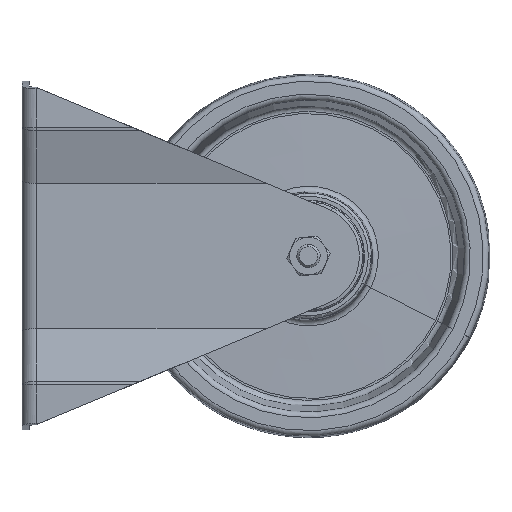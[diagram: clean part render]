
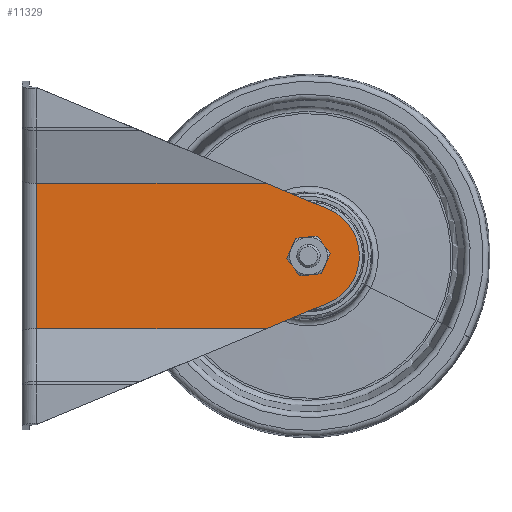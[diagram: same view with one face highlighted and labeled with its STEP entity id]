
A CAD part, left-side view. The second image highlights one B-rep face of the part: STEP entity #11329.
In plain terms, the highlighted face is planar.
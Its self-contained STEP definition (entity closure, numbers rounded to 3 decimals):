
#297 = DIRECTION ( 'NONE',  ( 0., -1., 0. ) ) ;
#1271 = EDGE_CURVE ( 'NONE', #38332, #34034, #35533, .T. ) ;
#3286 = VERTEX_POINT ( 'NONE', #7249 ) ;
#3536 = VERTEX_POINT ( 'NONE', #13027 ) ;
#3590 = VERTEX_POINT ( 'NONE', #19894 ) ;
#3597 = ORIENTED_EDGE ( 'NONE', *, *, #1271, .T. ) ;
#4003 = CARTESIAN_POINT ( 'NONE',  ( 0., -21., 130. ) ) ;
#4438 = VERTEX_POINT ( 'NONE', #17418 ) ;
#5102 = CARTESIAN_POINT ( 'NONE',  ( -16.15, -21., 105.24 ) ) ;
#6168 = CARTESIAN_POINT ( 'NONE',  ( -4.954, -21., 132.068 ) ) ;
#7249 = CARTESIAN_POINT ( 'NONE',  ( -25., -21., 5. ) ) ;
#7663 = DIRECTION ( 'NONE',  ( 0., -1., 0. ) ) ;
#7740 = EDGE_CURVE ( 'NONE', #3286, #4438, #34959, .T. ) ;
#7943 = ORIENTED_EDGE ( 'NONE', *, *, #39592, .F. ) ;
#8184 = LINE ( 'NONE', #27920, #34360 ) ;
#9005 = VECTOR ( 'NONE', #10798, 1000. ) ;
#10304 = DIRECTION ( 'NONE',  ( 1., 0., 0. ) ) ;
#10798 = DIRECTION ( 'NONE',  ( -0.385, 0., 0.923 ) ) ;
#10839 = PLANE ( 'NONE',  #32552 ) ;
#11021 = ORIENTED_EDGE ( 'NONE', *, *, #22018, .F. ) ;
#11329 = ADVANCED_FACE ( 'NONE', ( #16982, #15908 ), #10839, .T. ) ;
#12115 = AXIS2_PLACEMENT_3D ( 'NONE', #15735, #39663, #19199 ) ;
#12788 = AXIS2_PLACEMENT_3D ( 'NONE', #28083, #7663, #31524 ) ;
#13027 = CARTESIAN_POINT ( 'NONE',  ( 0., -21., 102.75 ) ) ;
#13727 = CARTESIAN_POINT ( 'NONE',  ( 25., -21., 5. ) ) ;
#14248 = DIRECTION ( 'NONE',  ( 0., -1., 0. ) ) ;
#14313 = DIRECTION ( 'NONE',  ( 0., 0., -1. ) ) ;
#15009 = ORIENTED_EDGE ( 'NONE', *, *, #17196, .F. ) ;
#15735 = CARTESIAN_POINT ( 'NONE',  ( 0., -21., 98.5 ) ) ;
#15908 = FACE_OUTER_BOUND ( 'NONE', #39511, .T. ) ;
#15948 = ORIENTED_EDGE ( 'NONE', *, *, #17004, .F. ) ;
#16982 = FACE_BOUND ( 'NONE', #40500, .T. ) ;
#17004 = EDGE_CURVE ( 'NONE', #32931, #34034, #17261, .T. ) ;
#17196 = EDGE_CURVE ( 'NONE', #32746, #4438, #33853, .T. ) ;
#17261 = LINE ( 'NONE', #6168, #43488 ) ;
#17418 = CARTESIAN_POINT ( 'NONE',  ( 25., -21., 5. ) ) ;
#17966 = CIRCLE ( 'NONE', #12115, 4.25 ) ;
#19199 = DIRECTION ( 'NONE',  ( 1., 0., 0. ) ) ;
#19894 = CARTESIAN_POINT ( 'NONE',  ( 0., -21., 94.25 ) ) ;
#20666 = CARTESIAN_POINT ( 'NONE',  ( 0., -21., 98.5 ) ) ;
#21278 = CARTESIAN_POINT ( 'NONE',  ( -25., -21., 84.034 ) ) ;
#22018 = EDGE_CURVE ( 'NONE', #3590, #3536, #17966, .T. ) ;
#22798 = ORIENTED_EDGE ( 'NONE', *, *, #38379, .T. ) ;
#24084 = CARTESIAN_POINT ( 'NONE',  ( 16.15, -21., 105.24 ) ) ;
#24118 = DIRECTION ( 'NONE',  ( 1., 0., 0. ) ) ;
#24435 = CARTESIAN_POINT ( 'NONE',  ( 25., -21., 130. ) ) ;
#24726 = VECTOR ( 'NONE', #27877, 1000. ) ;
#25840 = AXIS2_PLACEMENT_3D ( 'NONE', #20666, #297, #24118 ) ;
#27004 = CARTESIAN_POINT ( 'NONE',  ( 25., -21., 84.034 ) ) ;
#27877 = DIRECTION ( 'NONE',  ( 0., 0., -1. ) ) ;
#27920 = CARTESIAN_POINT ( 'NONE',  ( -25., -21., 130. ) ) ;
#28083 = CARTESIAN_POINT ( 'NONE',  ( 0., -21., 98.5 ) ) ;
#30479 = ORIENTED_EDGE ( 'NONE', *, *, #7740, .T. ) ;
#31076 = EDGE_CURVE ( 'NONE', #32931, #3286, #8184, .T. ) ;
#31524 = DIRECTION ( 'NONE',  ( 1., 0., 0. ) ) ;
#31804 = CIRCLE ( 'NONE', #12788, 4.25 ) ;
#32552 = AXIS2_PLACEMENT_3D ( 'NONE', #4003, #14248, #38163 ) ;
#32746 = VERTEX_POINT ( 'NONE', #27004 ) ;
#32931 = VERTEX_POINT ( 'NONE', #21278 ) ;
#33853 = LINE ( 'NONE', #24435, #24726 ) ;
#34034 = VERTEX_POINT ( 'NONE', #5102 ) ;
#34360 = VECTOR ( 'NONE', #14313, 1000. ) ;
#34816 = CARTESIAN_POINT ( 'NONE',  ( 4.954, -21., 132.068 ) ) ;
#34959 = LINE ( 'NONE', #13727, #43004 ) ;
#35163 = LINE ( 'NONE', #34816, #9005 ) ;
#35533 = CIRCLE ( 'NONE', #25840, 17.5 ) ;
#38163 = DIRECTION ( 'NONE',  ( 1., 0., 0. ) ) ;
#38332 = VERTEX_POINT ( 'NONE', #24084 ) ;
#38379 = EDGE_CURVE ( 'NONE', #32746, #38332, #35163, .T. ) ;
#38436 = ORIENTED_EDGE ( 'NONE', *, *, #31076, .T. ) ;
#39511 = EDGE_LOOP ( 'NONE', ( #22798, #3597, #15948, #38436, #30479, #15009 ) ) ;
#39592 = EDGE_CURVE ( 'NONE', #3536, #3590, #31804, .T. ) ;
#39663 = DIRECTION ( 'NONE',  ( 0., -1., 0. ) ) ;
#40500 = EDGE_LOOP ( 'NONE', ( #7943, #11021 ) ) ;
#43004 = VECTOR ( 'NONE', #10304, 1000. ) ;
#43488 = VECTOR ( 'NONE', #44055, 1000. ) ;
#44055 = DIRECTION ( 'NONE',  ( 0.385, 0., 0.923 ) ) ;
